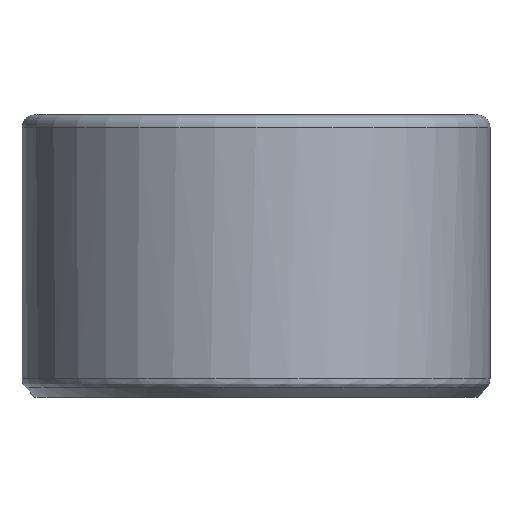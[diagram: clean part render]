
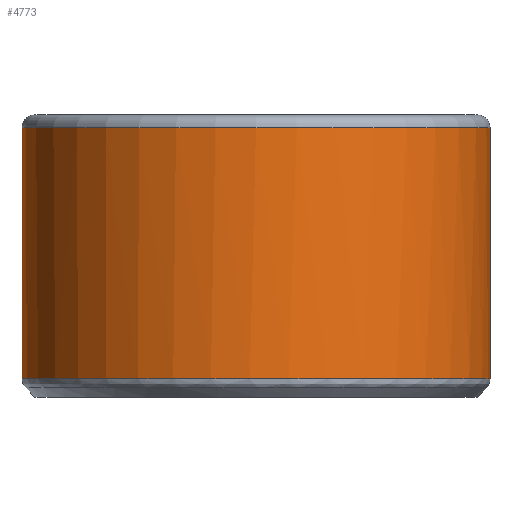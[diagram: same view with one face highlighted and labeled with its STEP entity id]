
A CAD part, front view. The second image highlights one B-rep face of the part: STEP entity #4773.
In plain terms, the highlighted cylindrical face has radius 18.25 mm (diameter 36.5 mm), a full revolution.
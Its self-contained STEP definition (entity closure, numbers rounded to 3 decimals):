
#4397 = TOROIDAL_SURFACE('',#4398,17.25,1.);
#4398 = AXIS2_PLACEMENT_3D('',#4399,#4400,#4401);
#4399 = CARTESIAN_POINT('',(0.,0.,21.));
#4400 = DIRECTION('',(0.,0.,1.));
#4401 = DIRECTION('',(1.,0.,-0.));
#4493 = ( BOUNDED_SURFACE() B_SPLINE_SURFACE(2,14,(
    (#4494,#4495,#4496,#4497,#4498,#4499,#4500,#4501,#4502,#4503,#4504
      ,#4505,#4506,#4507,#4508)
    ,(#4509,#4510,#4511,#4512,#4513,#4514,#4515,#4516,#4517,#4518,#4519
      ,#4520,#4521,#4522,#4523)
    ,(#4524,#4525,#4526,#4527,#4528,#4529,#4530,#4531,#4532,#4533,#4534
      ,#4535,#4536,#4537,#4538
)),.UNSPECIFIED.,.F.,.T.,.F.) B_SPLINE_SURFACE_WITH_KNOTS((3,3),(15,15),
  (0.,114.668),(0.,114.668),
.PIECEWISE_BEZIER_KNOTS.) GEOMETRIC_REPRESENTATION_ITEM() 
RATIONAL_B_SPLINE_SURFACE((
    (1.,1.,1.,1.,1.,1.
      ,1.,1.,1.,1.
      ,1.,1.,1.,1.,1.)
    ,(0.924,0.924,0.924,0.924
      ,0.924,0.924,0.924,0.924
      ,0.924,0.924,0.924,0.924
      ,0.924,0.924,0.924)
    ,(1.,1.,1.,1.,1.,1.
      ,1.,1.,1.,1.
      ,1.,1.,1.,1.,1.
))) REPRESENTATION_ITEM('') SURFACE() );
#4494 = CARTESIAN_POINT('',(18.25,0.,1.414));
#4495 = CARTESIAN_POINT('',(18.25,8.072,
    1.414));
#4496 = CARTESIAN_POINT('',(14.406,16.316,
    1.414));
#4497 = CARTESIAN_POINT('',(6.446,22.583,
    1.414));
#4498 = CARTESIAN_POINT('',(-4.411,24.643,
    1.414));
#4499 = CARTESIAN_POINT('',(-15.657,20.565,
    1.414));
#4500 = CARTESIAN_POINT('',(-23.201,12.491,
    1.414));
#4501 = CARTESIAN_POINT('',(-27.974,0.,
    1.414));
#4502 = CARTESIAN_POINT('',(-23.201,-12.491,
    1.414));
#4503 = CARTESIAN_POINT('',(-15.657,-20.565,
    1.414));
#4504 = CARTESIAN_POINT('',(-4.411,-24.643,
    1.414));
#4505 = CARTESIAN_POINT('',(6.446,-22.583,
    1.414));
#4506 = CARTESIAN_POINT('',(14.406,-16.316,
    1.414));
#4507 = CARTESIAN_POINT('',(18.25,-8.072,
    1.414));
#4508 = CARTESIAN_POINT('',(18.25,0.,1.414));
#4509 = CARTESIAN_POINT('',(18.25,0.,1.));
#4510 = CARTESIAN_POINT('',(18.25,8.072,1.));
#4511 = CARTESIAN_POINT('',(14.406,16.316,1.));
#4512 = CARTESIAN_POINT('',(6.446,22.583,1.));
#4513 = CARTESIAN_POINT('',(-4.411,24.643,
    1.));
#4514 = CARTESIAN_POINT('',(-15.657,20.565,
    1.));
#4515 = CARTESIAN_POINT('',(-23.201,12.491,1.
    ));
#4516 = CARTESIAN_POINT('',(-27.974,0.,
    1.));
#4517 = CARTESIAN_POINT('',(-23.201,-12.491,
    1.));
#4518 = CARTESIAN_POINT('',(-15.657,-20.565,
    1.));
#4519 = CARTESIAN_POINT('',(-4.411,-24.643,
    1.));
#4520 = CARTESIAN_POINT('',(6.446,-22.583,
    1.));
#4521 = CARTESIAN_POINT('',(14.406,-16.316,1.));
#4522 = CARTESIAN_POINT('',(18.25,-8.072,1.));
#4523 = CARTESIAN_POINT('',(18.25,0.,1.));
#4524 = CARTESIAN_POINT('',(17.957,0.,0.707));
#4525 = CARTESIAN_POINT('',(17.957,7.943,
    0.707));
#4526 = CARTESIAN_POINT('',(14.174,16.054,
    0.707));
#4527 = CARTESIAN_POINT('',(6.342,22.221,
    0.707));
#4528 = CARTESIAN_POINT('',(-4.34,24.248,
    0.707));
#4529 = CARTESIAN_POINT('',(-15.405,20.235,
    0.707));
#4530 = CARTESIAN_POINT('',(-22.829,12.29,
    0.707));
#4531 = CARTESIAN_POINT('',(-27.525,0.,
    0.707));
#4532 = CARTESIAN_POINT('',(-22.829,-12.29,
    0.707));
#4533 = CARTESIAN_POINT('',(-15.405,-20.235,
    0.707));
#4534 = CARTESIAN_POINT('',(-4.34,-24.248,
    0.707));
#4535 = CARTESIAN_POINT('',(6.342,-22.221,
    0.707));
#4536 = CARTESIAN_POINT('',(14.174,-16.054,
    0.707));
#4537 = CARTESIAN_POINT('',(17.957,-7.943,
    0.707));
#4538 = CARTESIAN_POINT('',(17.957,0.,
    0.707));
#4648 = VERTEX_POINT('',#4649);
#4649 = CARTESIAN_POINT('',(18.25,0.,21.));
#4669 = EDGE_CURVE('',#4648,#4648,#4670,.T.);
#4670 = SURFACE_CURVE('',#4671,(#4676,#4683),.PCURVE_S1.);
#4671 = CIRCLE('',#4672,18.25);
#4672 = AXIS2_PLACEMENT_3D('',#4673,#4674,#4675);
#4673 = CARTESIAN_POINT('',(0.,0.,21.));
#4674 = DIRECTION('',(0.,0.,1.));
#4675 = DIRECTION('',(1.,0.,-0.));
#4676 = PCURVE('',#4397,#4677);
#4677 = DEFINITIONAL_REPRESENTATION('',(#4678),#4682);
#4678 = LINE('',#4679,#4680);
#4679 = CARTESIAN_POINT('',(0.,0.));
#4680 = VECTOR('',#4681,1.);
#4681 = DIRECTION('',(1.,0.));
#4682 = ( GEOMETRIC_REPRESENTATION_CONTEXT(2) 
PARAMETRIC_REPRESENTATION_CONTEXT() REPRESENTATION_CONTEXT('2D SPACE',''
  ) );
#4683 = PCURVE('',#4684,#4689);
#4684 = CYLINDRICAL_SURFACE('',#4685,18.25);
#4685 = AXIS2_PLACEMENT_3D('',#4686,#4687,#4688);
#4686 = CARTESIAN_POINT('',(0.,0.,0.));
#4687 = DIRECTION('',(-0.,-0.,-1.));
#4688 = DIRECTION('',(1.,0.,0.));
#4689 = DEFINITIONAL_REPRESENTATION('',(#4690),#4694);
#4690 = LINE('',#4691,#4692);
#4691 = CARTESIAN_POINT('',(-0.,-21.));
#4692 = VECTOR('',#4693,1.);
#4693 = DIRECTION('',(-1.,0.));
#4694 = ( GEOMETRIC_REPRESENTATION_CONTEXT(2) 
PARAMETRIC_REPRESENTATION_CONTEXT() REPRESENTATION_CONTEXT('2D SPACE',''
  ) );
#4702 = VERTEX_POINT('',#4703);
#4703 = CARTESIAN_POINT('',(18.25,0.,1.414));
#4724 = EDGE_CURVE('',#4702,#4702,#4725,.T.);
#4725 = SURFACE_CURVE('',#4726,(#4742,#4749),.PCURVE_S1.);
#4726 = ( BOUNDED_CURVE() B_SPLINE_CURVE(14,(#4727,#4728,#4729,#4730,
    #4731,#4732,#4733,#4734,#4735,#4736,#4737,#4738,#4739,#4740,#4741),
.UNSPECIFIED.,.T.,.F.) B_SPLINE_CURVE_WITH_KNOTS((15,15),(
0.,114.668),.PIECEWISE_BEZIER_KNOTS.) CURVE() 
GEOMETRIC_REPRESENTATION_ITEM() RATIONAL_B_SPLINE_CURVE((1.,1.,
    1.,1.,1.,1.,
    1.,1.,1.,1.,
    1.,1.,1.,1.,1.)) 
REPRESENTATION_ITEM('') );
#4727 = CARTESIAN_POINT('',(18.25,0.,1.414));
#4728 = CARTESIAN_POINT('',(18.25,8.072,
    1.414));
#4729 = CARTESIAN_POINT('',(14.406,16.316,
    1.414));
#4730 = CARTESIAN_POINT('',(6.446,22.583,
    1.414));
#4731 = CARTESIAN_POINT('',(-4.411,24.643,
    1.414));
#4732 = CARTESIAN_POINT('',(-15.657,20.565,
    1.414));
#4733 = CARTESIAN_POINT('',(-23.201,12.491,
    1.414));
#4734 = CARTESIAN_POINT('',(-27.974,0.,
    1.414));
#4735 = CARTESIAN_POINT('',(-23.201,-12.491,
    1.414));
#4736 = CARTESIAN_POINT('',(-15.657,-20.565,
    1.414));
#4737 = CARTESIAN_POINT('',(-4.411,-24.643,
    1.414));
#4738 = CARTESIAN_POINT('',(6.446,-22.583,
    1.414));
#4739 = CARTESIAN_POINT('',(14.406,-16.316,
    1.414));
#4740 = CARTESIAN_POINT('',(18.25,-8.072,
    1.414));
#4741 = CARTESIAN_POINT('',(18.25,0.,1.414));
#4742 = PCURVE('',#4493,#4743);
#4743 = DEFINITIONAL_REPRESENTATION('',(#4744),#4748);
#4744 = LINE('',#4745,#4746);
#4745 = CARTESIAN_POINT('',(0.,0.));
#4746 = VECTOR('',#4747,1.);
#4747 = DIRECTION('',(0.,1.));
#4748 = ( GEOMETRIC_REPRESENTATION_CONTEXT(2) 
PARAMETRIC_REPRESENTATION_CONTEXT() REPRESENTATION_CONTEXT('2D SPACE',''
  ) );
#4749 = PCURVE('',#4684,#4750);
#4750 = DEFINITIONAL_REPRESENTATION('',(#4751),#4772);
#4751 = B_SPLINE_CURVE_WITH_KNOTS('',10,(#4752,#4753,#4754,#4755,#4756,
    #4757,#4758,#4759,#4760,#4761,#4762,#4763,#4764,#4765,#4766,#4767,
    #4768,#4769,#4770,#4771),.UNSPECIFIED.,.F.,.F.,(11,9,11),(
    0.,57.334,114.668),.UNSPECIFIED.);
#4752 = CARTESIAN_POINT('',(0.,-1.414));
#4753 = CARTESIAN_POINT('',(-0.31,-1.414));
#4754 = CARTESIAN_POINT('',(-0.624,-1.414));
#4755 = CARTESIAN_POINT('',(-0.94,-1.414));
#4756 = CARTESIAN_POINT('',(-1.256,-1.414));
#4757 = CARTESIAN_POINT('',(-1.57,-1.414));
#4758 = CARTESIAN_POINT('',(-1.885,-1.414));
#4759 = CARTESIAN_POINT('',(-2.199,-1.414));
#4760 = CARTESIAN_POINT('',(-2.513,-1.414));
#4761 = CARTESIAN_POINT('',(-2.827,-1.414));
#4762 = CARTESIAN_POINT('',(-3.456,-1.414));
#4763 = CARTESIAN_POINT('',(-3.77,-1.414));
#4764 = CARTESIAN_POINT('',(-4.084,-1.414));
#4765 = CARTESIAN_POINT('',(-4.398,-1.414));
#4766 = CARTESIAN_POINT('',(-4.713,-1.414));
#4767 = CARTESIAN_POINT('',(-5.027,-1.414));
#4768 = CARTESIAN_POINT('',(-5.343,-1.414));
#4769 = CARTESIAN_POINT('',(-5.659,-1.414));
#4770 = CARTESIAN_POINT('',(-5.974,-1.414));
#4771 = CARTESIAN_POINT('',(-6.283,-1.414));
#4772 = ( GEOMETRIC_REPRESENTATION_CONTEXT(2) 
PARAMETRIC_REPRESENTATION_CONTEXT() REPRESENTATION_CONTEXT('2D SPACE',''
  ) );
#4773 = ADVANCED_FACE('',(#4774),#4684,.T.);
#4774 = FACE_BOUND('',#4775,.F.);
#4775 = EDGE_LOOP('',(#4776,#4797,#4798,#4799));
#4776 = ORIENTED_EDGE('',*,*,#4777,.T.);
#4777 = EDGE_CURVE('',#4702,#4648,#4778,.T.);
#4778 = SEAM_CURVE('',#4779,(#4783,#4790),.PCURVE_S1.);
#4779 = LINE('',#4780,#4781);
#4780 = CARTESIAN_POINT('',(18.25,0.,0.));
#4781 = VECTOR('',#4782,1.);
#4782 = DIRECTION('',(0.,0.,1.));
#4783 = PCURVE('',#4684,#4784);
#4784 = DEFINITIONAL_REPRESENTATION('',(#4785),#4789);
#4785 = LINE('',#4786,#4787);
#4786 = CARTESIAN_POINT('',(-0.,0.));
#4787 = VECTOR('',#4788,1.);
#4788 = DIRECTION('',(-0.,-1.));
#4789 = ( GEOMETRIC_REPRESENTATION_CONTEXT(2) 
PARAMETRIC_REPRESENTATION_CONTEXT() REPRESENTATION_CONTEXT('2D SPACE',''
  ) );
#4790 = PCURVE('',#4684,#4791);
#4791 = DEFINITIONAL_REPRESENTATION('',(#4792),#4796);
#4792 = LINE('',#4793,#4794);
#4793 = CARTESIAN_POINT('',(-6.283,0.));
#4794 = VECTOR('',#4795,1.);
#4795 = DIRECTION('',(-0.,-1.));
#4796 = ( GEOMETRIC_REPRESENTATION_CONTEXT(2) 
PARAMETRIC_REPRESENTATION_CONTEXT() REPRESENTATION_CONTEXT('2D SPACE',''
  ) );
#4797 = ORIENTED_EDGE('',*,*,#4669,.T.);
#4798 = ORIENTED_EDGE('',*,*,#4777,.F.);
#4799 = ORIENTED_EDGE('',*,*,#4724,.F.);
